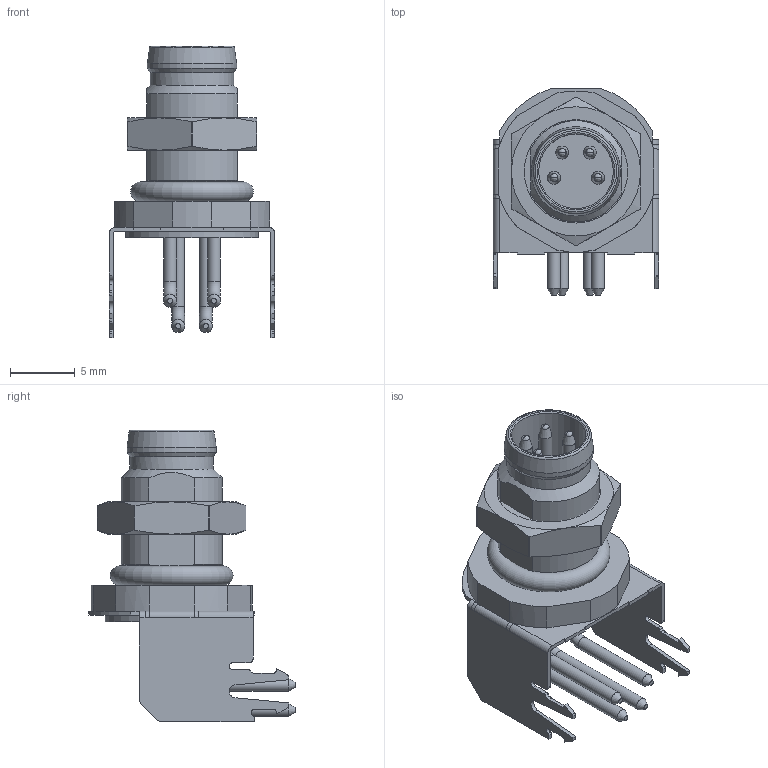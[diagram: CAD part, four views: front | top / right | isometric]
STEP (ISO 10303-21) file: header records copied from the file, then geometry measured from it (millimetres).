
FILE_DESCRIPTION(/* description */ ('STEP AP214'),/* implementation_level */ '2;1');
FILE_NAME(/* name */ 'SS-12800-004',/* time_stamp */ '2025-04-04T13:38:00+02:00',/* author */ ('License CC BY-ND 4.0'),/* organization */ ('CADENAS'),/* preprocessor_version */ 'ST-DEVELOPER v19.3',/* originating_system */ 'PARTsolutions',/* authorisation */ ' ');
FILE_SCHEMA (('AUTOMOTIVE_DESIGN {1 0 10303 214 3 1 1}'));
Length unit declared in the file: inch
Products named in the file (5): SS-12800-004; SS-12800-004_PART1; SS-12800-004_PART2; SS-12800-004_PART3; SS-12800-004_PART4
Assembly tree (4 placements, depth 2):
  SS-12800-004
    SS-12800-004_PART1
    SS-12800-004_PART2
    SS-12800-004_PART3
    SS-12800-004_PART4
Bounding box: 12.8 x 15.95 x 22.55 mm (x, y, z)
Volume: 963.2 mm3; surface area: 1758.9 mm2
Topology: 3 solids, 6 shells, 202 faces, 505 edges, 322 vertices
Faces by surface type: plane 93, cylinder 65, cone 25, bspline 12, torus 7
Full cylindrical faces by diameter (mm): 1 x12, 5.775 x1, 6.475 x1, 6.9 x1, 7 x2, 8 x1, 10.3 x1
Entity records: 6107 total; most frequent: CARTESIAN_POINT 1382, DIRECTION 982, ORIENTED_EDGE 910, EDGE_CURVE 456, AXIS2_PLACEMENT_3D 369, VERTEX_POINT 311, FACE_BOUND 251, EDGE_LOOP 250
